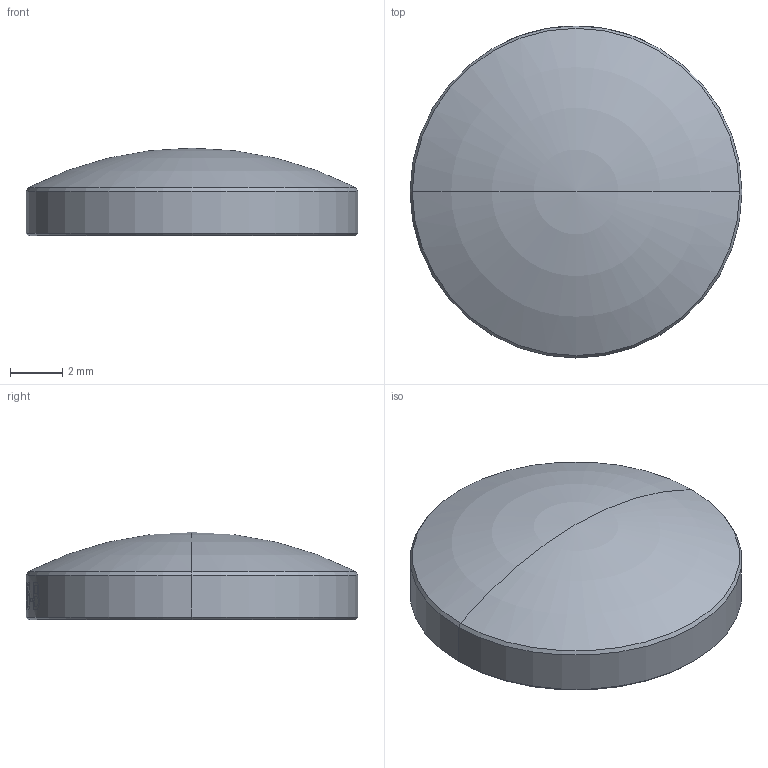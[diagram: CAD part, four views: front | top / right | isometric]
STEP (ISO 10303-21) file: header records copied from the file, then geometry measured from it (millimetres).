
FILE_DESCRIPTION (( 'STEP AP214' ), '1' );
FILE_NAME ('CTN017894-E0W.STEP', '2022-03-03T09:56:22', ( '' ), ( '' ), 'SwSTEP 2.0', 'SolidWorks 2018', '' );
FILE_SCHEMA (( 'AUTOMOTIVE_DESIGN' ));
Length unit declared in the file: millimetre
Products named in the file (1): CTN017894-E0W
Bounding box: 12.7 x 12.7 x 3.35 mm (x, y, z)
Volume: 327.7 mm3; surface area: 329.2 mm2
Topology: 1 solids, 1 shells, 23 faces, 120 edges, 111 vertices
Faces by surface type: cylinder 16, cone 4, torus 2, plane 1
Entity records: 2252 total; most frequent: CARTESIAN_POINT 1048, ORIENTED_EDGE 236, DIRECTION 133, EDGE_CURVE 118, VERTEX_POINT 111, B_SPLINE_CURVE_WITH_KNOTS 65, AXIS2_PLACEMENT_3D 56, EDGE_LOOP 37
